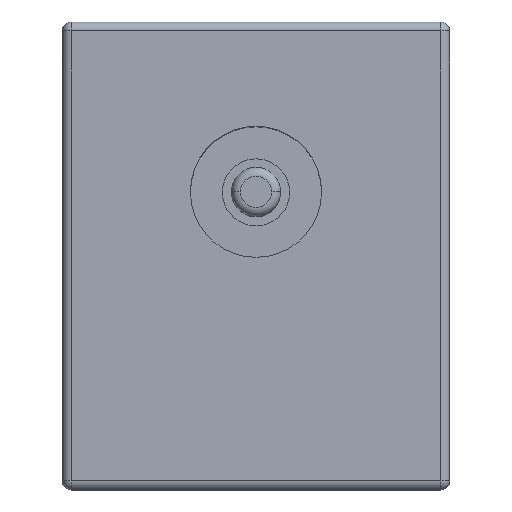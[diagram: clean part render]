
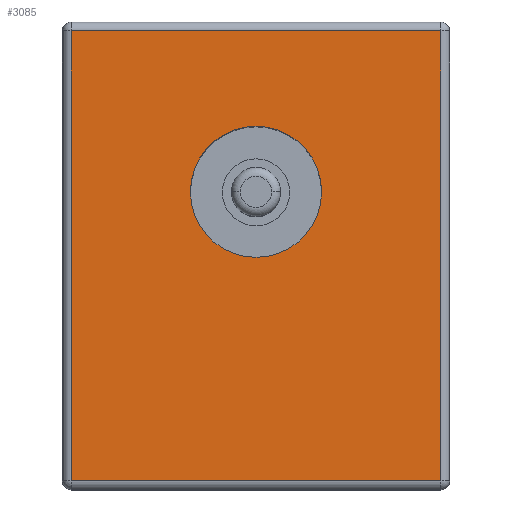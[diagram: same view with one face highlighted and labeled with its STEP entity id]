
A CAD part, top view. The second image highlights one B-rep face of the part: STEP entity #3085.
In plain terms, the highlighted planar face has unit normal (0, 0, 1).
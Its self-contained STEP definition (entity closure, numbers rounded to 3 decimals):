
#15 = EDGE_CURVE ( 'NONE', #564, #3780, #3298, .T. ) ;
#31 = DIRECTION ( 'NONE',  ( 0., -1., 0. ) ) ;
#93 = CARTESIAN_POINT ( 'NONE',  ( -6.5, 15.7, 0. ) ) ;
#124 = CARTESIAN_POINT ( 'NONE',  ( 6.2, 15.4, 0. ) ) ;
#178 = EDGE_CURVE ( 'NONE', #1021, #4331, #1470, .T. ) ;
#216 = VERTEX_POINT ( 'NONE', #3619 ) ;
#275 = CARTESIAN_POINT ( 'NONE',  ( 6.2, 15.7, 0. ) ) ;
#310 = EDGE_LOOP ( 'NONE', ( #632, #1994 ) ) ;
#365 = CARTESIAN_POINT ( 'NONE',  ( -6.2, 15.4, 0. ) ) ;
#427 = CARTESIAN_POINT ( 'NONE',  ( -6.2, 0.3, 0. ) ) ;
#434 = CARTESIAN_POINT ( 'NONE',  ( 2.2, 10., 0. ) ) ;
#463 = LINE ( 'NONE', #3030, #3851 ) ;
#483 = VERTEX_POINT ( 'NONE', #434 ) ;
#564 = VERTEX_POINT ( 'NONE', #124 ) ;
#588 = AXIS2_PLACEMENT_3D ( 'NONE', #713, #992, #697 ) ;
#617 = DIRECTION ( 'NONE',  ( 1., 0., 0. ) ) ;
#632 = ORIENTED_EDGE ( 'NONE', *, *, #3729, .F. ) ;
#697 = DIRECTION ( 'NONE',  ( 1., 0., 0. ) ) ;
#703 = EDGE_CURVE ( 'NONE', #4331, #564, #2460, .T. ) ;
#713 = CARTESIAN_POINT ( 'NONE',  ( 0., 10., 0. ) ) ;
#759 = CARTESIAN_POINT ( 'NONE',  ( 6.2, 0.3, 0. ) ) ;
#791 = DIRECTION ( 'NONE',  ( 1., 0., 0. ) ) ;
#943 = CARTESIAN_POINT ( 'NONE',  ( 6.5, 0.3, 0. ) ) ;
#992 = DIRECTION ( 'NONE',  ( 0., 0., 1. ) ) ;
#1011 = DIRECTION ( 'NONE',  ( 0., 0., -1. ) ) ;
#1021 = VERTEX_POINT ( 'NONE', #427 ) ;
#1044 = ORIENTED_EDGE ( 'NONE', *, *, #15, .T. ) ;
#1057 = VECTOR ( 'NONE', #1775, 1000. ) ;
#1109 = CARTESIAN_POINT ( 'NONE',  ( -6.5, 15.4, 0. ) ) ;
#1185 = CARTESIAN_POINT ( 'NONE',  ( 0., 10., 0. ) ) ;
#1246 = DIRECTION ( 'NONE',  ( 0., 0., 1. ) ) ;
#1465 = ORIENTED_EDGE ( 'NONE', *, *, #178, .T. ) ;
#1470 = LINE ( 'NONE', #943, #1580 ) ;
#1562 = VECTOR ( 'NONE', #1915, 1000. ) ;
#1580 = VECTOR ( 'NONE', #617, 1000. ) ;
#1698 = DIRECTION ( 'NONE',  ( -1., 0., 0. ) ) ;
#1715 = CIRCLE ( 'NONE', #588, 2.2 ) ;
#1717 = EDGE_CURVE ( 'NONE', #216, #483, #2541, .T. ) ;
#1775 = DIRECTION ( 'NONE',  ( -1., 0., 0. ) ) ;
#1915 = DIRECTION ( 'NONE',  ( 0., 1., 0. ) ) ;
#1948 = EDGE_CURVE ( 'NONE', #3780, #1021, #463, .T. ) ;
#1960 = EDGE_LOOP ( 'NONE', ( #4235, #1465, #3313, #1044 ) ) ;
#1994 = ORIENTED_EDGE ( 'NONE', *, *, #1717, .F. ) ;
#2460 = LINE ( 'NONE', #275, #1562 ) ;
#2541 = CIRCLE ( 'NONE', #3501, 2.2 ) ;
#3030 = CARTESIAN_POINT ( 'NONE',  ( -6.2, 0., 0. ) ) ;
#3085 = ADVANCED_FACE ( 'NONE', ( #3665, #3132 ), #4106, .F. ) ;
#3132 = FACE_BOUND ( 'NONE', #310, .T. ) ;
#3298 = LINE ( 'NONE', #1109, #1057 ) ;
#3313 = ORIENTED_EDGE ( 'NONE', *, *, #703, .T. ) ;
#3501 = AXIS2_PLACEMENT_3D ( 'NONE', #1185, #1246, #791 ) ;
#3619 = CARTESIAN_POINT ( 'NONE',  ( -2.2, 10., 0. ) ) ;
#3665 = FACE_OUTER_BOUND ( 'NONE', #1960, .T. ) ;
#3729 = EDGE_CURVE ( 'NONE', #483, #216, #1715, .T. ) ;
#3780 = VERTEX_POINT ( 'NONE', #365 ) ;
#3851 = VECTOR ( 'NONE', #31, 1000. ) ;
#3876 = AXIS2_PLACEMENT_3D ( 'NONE', #93, #1011, #1698 ) ;
#4106 = PLANE ( 'NONE',  #3876 ) ;
#4235 = ORIENTED_EDGE ( 'NONE', *, *, #1948, .T. ) ;
#4331 = VERTEX_POINT ( 'NONE', #759 ) ;
